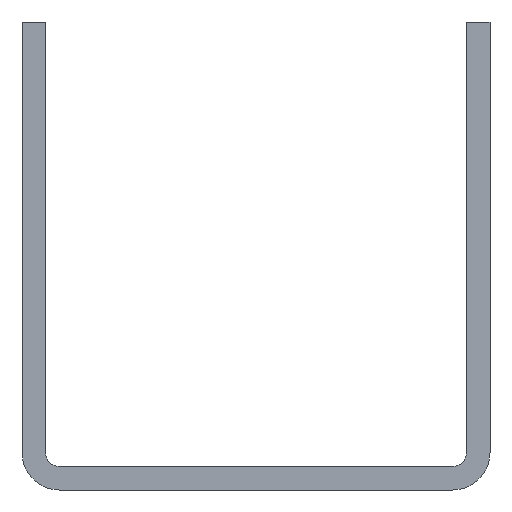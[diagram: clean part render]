
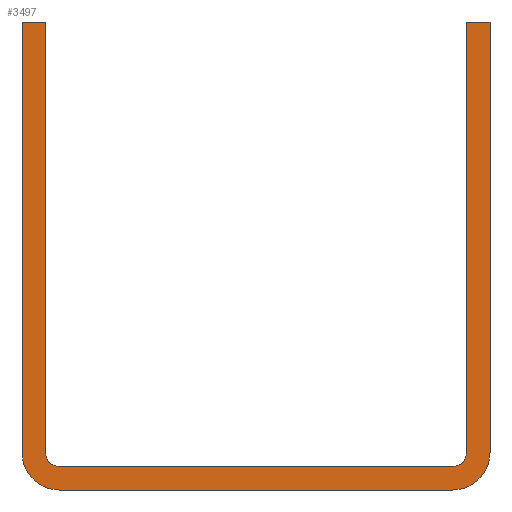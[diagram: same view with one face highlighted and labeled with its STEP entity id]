
A CAD part, front view. The second image highlights one B-rep face of the part: STEP entity #3497.
In plain terms, the highlighted planar face has unit normal (0, -1, 0).
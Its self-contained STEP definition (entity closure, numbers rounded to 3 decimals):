
#2=DIRECTION('',(0.,0.,-1.));
#3=VECTOR('',#2,46.);
#4=CARTESIAN_POINT('',(25.,0.,25.));
#5=LINE('',#4,#3);
#6=CARTESIAN_POINT('',(21.,0.,-21.));
#7=DIRECTION('',(0.,1.,0.));
#8=DIRECTION('',(1.,0.,0.));
#9=AXIS2_PLACEMENT_3D('',#6,#7,#8);
#11=DIRECTION('',(-1.,0.,0.));
#12=VECTOR('',#11,42.);
#13=CARTESIAN_POINT('',(21.,0.,-25.));
#14=LINE('',#13,#12);
#15=CARTESIAN_POINT('',(-21.,0.,-21.));
#16=DIRECTION('',(0.,1.,0.));
#17=DIRECTION('',(0.,0.,-1.));
#18=AXIS2_PLACEMENT_3D('',#15,#16,#17);
#20=DIRECTION('',(0.,0.,1.));
#21=VECTOR('',#20,46.);
#22=CARTESIAN_POINT('',(-25.,0.,-21.));
#23=LINE('',#22,#21);
#24=DIRECTION('',(1.,0.,0.));
#25=VECTOR('',#24,2.5);
#26=CARTESIAN_POINT('',(-25.,0.,25.));
#27=LINE('',#26,#25);
#28=DIRECTION('',(0.,0.,-1.));
#29=VECTOR('',#28,46.);
#30=CARTESIAN_POINT('',(-22.5,0.,25.));
#31=LINE('',#30,#29);
#32=CARTESIAN_POINT('',(-21.,0.,-21.));
#33=DIRECTION('',(0.,-1.,0.));
#34=DIRECTION('',(-1.,0.,0.));
#35=AXIS2_PLACEMENT_3D('',#32,#33,#34);
#37=DIRECTION('',(1.,0.,0.));
#38=VECTOR('',#37,42.);
#39=CARTESIAN_POINT('',(-21.,0.,-22.5));
#40=LINE('',#39,#38);
#41=CARTESIAN_POINT('',(21.,0.,-21.));
#42=DIRECTION('',(0.,-1.,0.));
#43=DIRECTION('',(0.,0.,-1.));
#44=AXIS2_PLACEMENT_3D('',#41,#42,#43);
#46=DIRECTION('',(0.,0.,1.));
#47=VECTOR('',#46,46.);
#48=CARTESIAN_POINT('',(22.5,0.,-21.));
#49=LINE('',#48,#47);
#50=DIRECTION('',(1.,0.,0.));
#51=VECTOR('',#50,2.5);
#52=CARTESIAN_POINT('',(22.5,0.,25.));
#53=LINE('',#52,#51);
#2650=CARTESIAN_POINT('',(25.,0.,25.));
#2651=CARTESIAN_POINT('',(25.,0.,-21.));
#2652=VERTEX_POINT('',#2650);
#2653=VERTEX_POINT('',#2651);
#2654=CARTESIAN_POINT('',(21.,0.,-25.));
#2655=VERTEX_POINT('',#2654);
#2656=CARTESIAN_POINT('',(-21.,0.,-25.));
#2657=VERTEX_POINT('',#2656);
#2658=CARTESIAN_POINT('',(-25.,0.,-21.));
#2659=VERTEX_POINT('',#2658);
#2660=CARTESIAN_POINT('',(-25.,0.,25.));
#2661=VERTEX_POINT('',#2660);
#2662=CARTESIAN_POINT('',(-22.5,0.,25.));
#2663=VERTEX_POINT('',#2662);
#2664=CARTESIAN_POINT('',(-22.5,0.,-21.));
#2665=VERTEX_POINT('',#2664);
#2666=CARTESIAN_POINT('',(-21.,0.,-22.5));
#2667=VERTEX_POINT('',#2666);
#2668=CARTESIAN_POINT('',(21.,0.,-22.5));
#2669=VERTEX_POINT('',#2668);
#2670=CARTESIAN_POINT('',(22.5,0.,-21.));
#2671=VERTEX_POINT('',#2670);
#2672=CARTESIAN_POINT('',(22.5,0.,25.));
#2673=VERTEX_POINT('',#2672);
#3466=CARTESIAN_POINT('',(0.,0.,0.));
#3467=DIRECTION('',(0.,1.,0.));
#3468=DIRECTION('',(1.,0.,0.));
#3469=AXIS2_PLACEMENT_3D('',#3466,#3467,#3468);
#3470=PLANE('',#3469);
#3472=ORIENTED_EDGE('',*,*,#3471,.T.);
#3474=ORIENTED_EDGE('',*,*,#3473,.T.);
#3476=ORIENTED_EDGE('',*,*,#3475,.T.);
#3478=ORIENTED_EDGE('',*,*,#3477,.T.);
#3480=ORIENTED_EDGE('',*,*,#3479,.T.);
#3482=ORIENTED_EDGE('',*,*,#3481,.T.);
#3484=ORIENTED_EDGE('',*,*,#3483,.T.);
#3486=ORIENTED_EDGE('',*,*,#3485,.T.);
#3488=ORIENTED_EDGE('',*,*,#3487,.T.);
#3490=ORIENTED_EDGE('',*,*,#3489,.T.);
#3492=ORIENTED_EDGE('',*,*,#3491,.T.);
#3494=ORIENTED_EDGE('',*,*,#3493,.T.);
#3495=EDGE_LOOP('',(#3472,#3474,#3476,#3478,#3480,#3482,#3484,#3486,#3488,#3490,
#3492,#3494));
#3496=FACE_OUTER_BOUND('',#3495,.F.);
#3497=ADVANCED_FACE('',(#3496),#3470,.F.);
#10=CIRCLE('',#9,4.);
#19=CIRCLE('',#18,4.);
#36=CIRCLE('',#35,1.5);
#45=CIRCLE('',#44,1.5);
#3471=EDGE_CURVE('',#2652,#2653,#5,.T.);
#3473=EDGE_CURVE('',#2653,#2655,#10,.T.);
#3475=EDGE_CURVE('',#2655,#2657,#14,.T.);
#3477=EDGE_CURVE('',#2657,#2659,#19,.T.);
#3479=EDGE_CURVE('',#2659,#2661,#23,.T.);
#3481=EDGE_CURVE('',#2661,#2663,#27,.T.);
#3483=EDGE_CURVE('',#2663,#2665,#31,.T.);
#3485=EDGE_CURVE('',#2665,#2667,#36,.T.);
#3487=EDGE_CURVE('',#2667,#2669,#40,.T.);
#3489=EDGE_CURVE('',#2669,#2671,#45,.T.);
#3491=EDGE_CURVE('',#2671,#2673,#49,.T.);
#3493=EDGE_CURVE('',#2673,#2652,#53,.T.);
